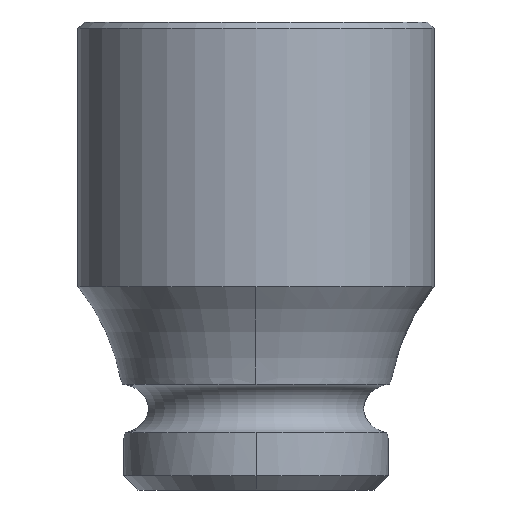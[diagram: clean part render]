
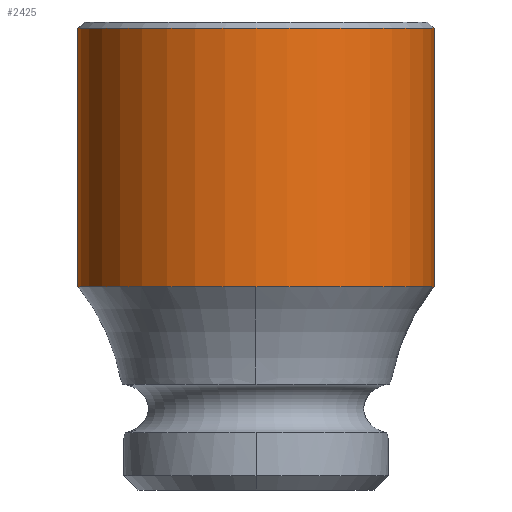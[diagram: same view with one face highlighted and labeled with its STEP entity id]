
A CAD part, left-side view. The second image highlights one B-rep face of the part: STEP entity #2425.
In plain terms, the highlighted cylindrical face has radius 8.75 mm (diameter 17.5 mm), a partial arc.
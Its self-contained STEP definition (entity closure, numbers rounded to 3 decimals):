
#1103=CARTESIAN_POINT('',(0.,0.,22.7));
#1104=DIRECTION('',(0.,0.,1.));
#1105=DIRECTION('',(0.,1.,0.));
#1106=AXIS2_PLACEMENT_3D('',#1103,#1104,#1105);
#1108=CARTESIAN_POINT('',(0.,0.,10.));
#1109=DIRECTION('',(0.,0.,1.));
#1110=DIRECTION('',(-1.,0.,0.));
#1111=AXIS2_PLACEMENT_3D('',#1108,#1109,#1110);
#1113=CARTESIAN_POINT('',(0.,0.,10.));
#1114=DIRECTION('',(0.,0.,1.));
#1115=DIRECTION('',(0.,1.,0.));
#1116=AXIS2_PLACEMENT_3D('',#1113,#1114,#1115);
#1123=DIRECTION('',(0.,0.,1.));
#1124=VECTOR('',#1123,12.7);
#1125=CARTESIAN_POINT('',(0.,8.75,10.));
#1126=LINE('',#1125,#1124);
#1127=DIRECTION('',(0.,0.,1.));
#1128=VECTOR('',#1127,12.7);
#1129=CARTESIAN_POINT('',(0.,-8.75,10.));
#1130=LINE('',#1129,#1128);
#1222=CARTESIAN_POINT('',(0.,8.75,10.));
#1223=CARTESIAN_POINT('',(-8.75,0.,10.));
#1224=VERTEX_POINT('',#1222);
#1225=VERTEX_POINT('',#1223);
#1226=CARTESIAN_POINT('',(0.,-8.75,10.));
#1227=VERTEX_POINT('',#1226);
#1240=CARTESIAN_POINT('',(0.,-8.75,22.7));
#1241=CARTESIAN_POINT('',(0.,8.75,22.7));
#1242=VERTEX_POINT('',#1240);
#1243=VERTEX_POINT('',#1241);
#2410=CARTESIAN_POINT('',(0.,0.,9.35));
#2411=DIRECTION('',(0.,0.,1.));
#2412=DIRECTION('',(0.,1.,0.));
#2413=AXIS2_PLACEMENT_3D('',#2410,#2411,#2412);
#2414=CYLINDRICAL_SURFACE('',#2413,8.75);
#2415=ORIENTED_EDGE('',*,*,#2404,.T.);
#2417=ORIENTED_EDGE('',*,*,#2416,.F.);
#2419=ORIENTED_EDGE('',*,*,#2418,.F.);
#2420=ORIENTED_EDGE('',*,*,#1502,.F.);
#2422=ORIENTED_EDGE('',*,*,#2421,.T.);
#2423=EDGE_LOOP('',(#2415,#2417,#2419,#2420,#2422));
#2424=FACE_OUTER_BOUND('',#2423,.F.);
#2425=ADVANCED_FACE('',(#2424),#2414,.T.);
#1107=CIRCLE('',#1106,8.75);
#1112=CIRCLE('',#1111,8.75);
#1117=CIRCLE('',#1116,8.75);
#1502=EDGE_CURVE('',#1224,#1225,#1117,.T.);
#2404=EDGE_CURVE('',#1243,#1242,#1107,.T.);
#2416=EDGE_CURVE('',#1227,#1242,#1130,.T.);
#2418=EDGE_CURVE('',#1225,#1227,#1112,.T.);
#2421=EDGE_CURVE('',#1224,#1243,#1126,.T.);
